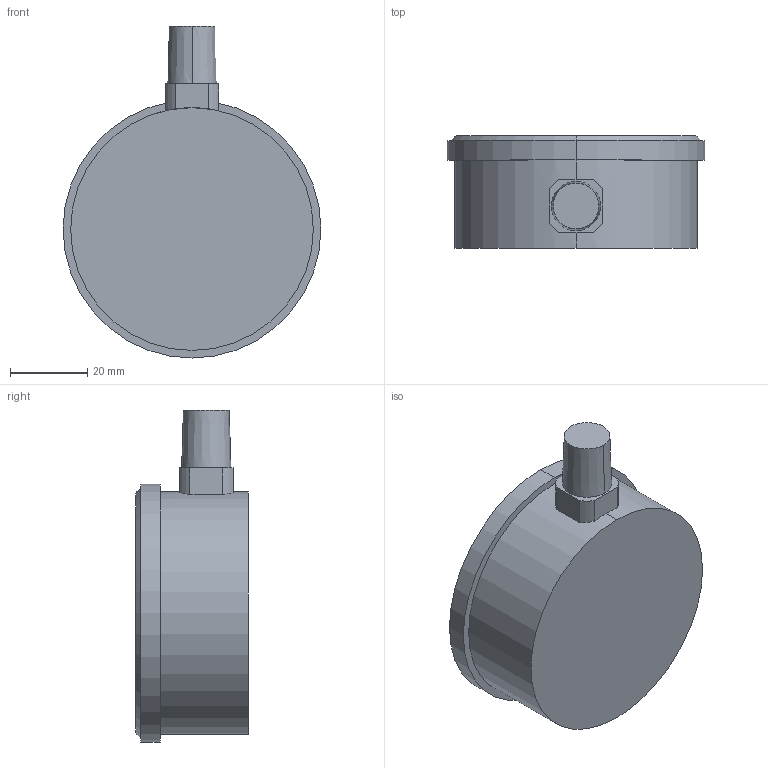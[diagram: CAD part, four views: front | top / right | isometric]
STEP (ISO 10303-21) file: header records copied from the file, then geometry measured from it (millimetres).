
FILE_DESCRIPTION (( 'STEP AP203' ), '1' );
FILE_NAME ('6089B.STEP', '2017-05-22T18:53:14', ( 'IT' ), ( 'Microsoft' ), 'SwSTEP 2.0', 'SolidWorks 2017', '' );
FILE_SCHEMA (( 'CONFIG_CONTROL_DESIGN' ));
Length unit declared in the file: inch
Products named in the file (1): 6089B
Bounding box: 66.93 x 29.21 x 86.17 mm (x, y, z)
Surface area: 14912.8 mm2 (no closed solid volume)
Topology: 0 solids, 9 shells, 889 faces, 3077 edges, 2129 vertices
Faces by surface type: plane 522, bspline 282, cylinder 79, cone 6
Entity records: 55379 total; most frequent: CARTESIAN_POINT 31293, ORIENTED_EDGE 5148, DIRECTION 3776, EDGE_CURVE 3077, LINE 2172, VECTOR 2172, VERTEX_POINT 2129, EDGE_LOOP 1018
